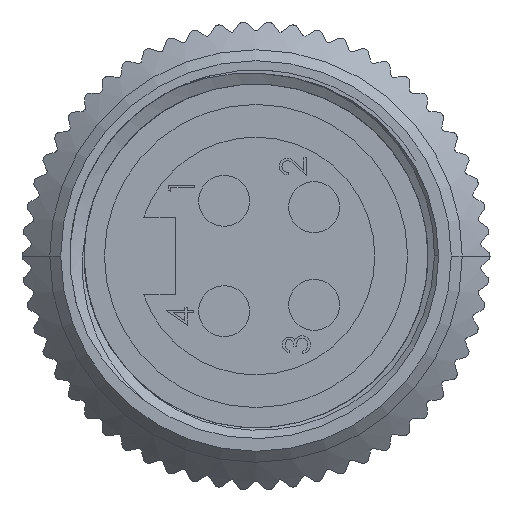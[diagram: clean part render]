
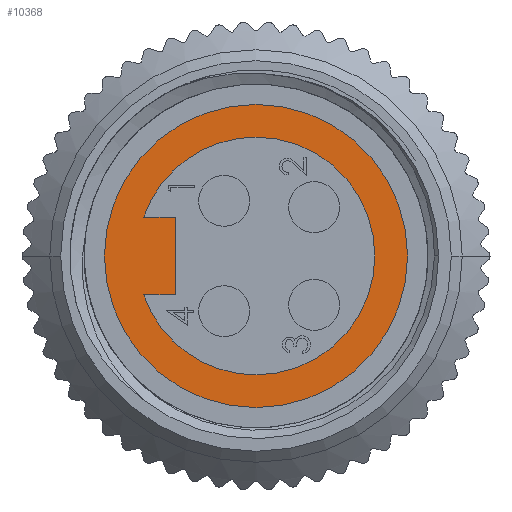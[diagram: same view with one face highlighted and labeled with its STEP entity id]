
A CAD part, left-side view. The second image highlights one B-rep face of the part: STEP entity #10368.
In plain terms, the highlighted planar face has unit normal (-1, 0, 0).
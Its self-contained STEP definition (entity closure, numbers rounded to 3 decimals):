
#961 = CARTESIAN_POINT ( 'NONE',  ( 6.35, 4.826, 2.324 ) ) ;
#1113 = EDGE_CURVE ( 'NONE', #42335, #9474, #14814, .T. ) ;
#2267 = CARTESIAN_POINT ( 'NONE',  ( 6.35, 4.826, 2.324 ) ) ;
#2406 = ORIENTED_EDGE ( 'NONE', *, *, #22602, .T. ) ;
#3659 = CARTESIAN_POINT ( 'NONE',  ( 6.35, 0., 0. ) ) ;
#4703 = EDGE_CURVE ( 'NONE', #12810, #11681, #45282, .T. ) ;
#5908 = EDGE_CURVE ( 'NONE', #9474, #9986, #8200, .T. ) ;
#5959 = CARTESIAN_POINT ( 'NONE',  ( 6.35, 4.826, -2.324 ) ) ;
#6217 = CARTESIAN_POINT ( 'NONE',  ( 6.35, 0., 0. ) ) ;
#7218 = ORIENTED_EDGE ( 'NONE', *, *, #29383, .T. ) ;
#7240 = DIRECTION ( 'NONE',  ( 0., 0., 1. ) ) ;
#8200 = CIRCLE ( 'NONE', #16201, 7.112 ) ;
#8724 = AXIS2_PLACEMENT_3D ( 'NONE', #3659, #28533, #7240 ) ;
#8727 = LINE ( 'NONE', #34104, #26532 ) ;
#9474 = VERTEX_POINT ( 'NONE', #26518 ) ;
#9727 = EDGE_LOOP ( 'NONE', ( #23064, #2406, #40718, #7218, #16675, #42077 ) ) ;
#9776 = DIRECTION ( 'NONE',  ( 0., 0., 1. ) ) ;
#9986 = VERTEX_POINT ( 'NONE', #33486 ) ;
#10368 = ADVANCED_FACE ( 'NONE', ( #45028, #16653 ), #43863, .F. ) ;
#11243 = EDGE_CURVE ( 'NONE', #11681, #12810, #30990, .T. ) ;
#11622 = EDGE_CURVE ( 'NONE', #12004, #20208, #35668, .T. ) ;
#11629 = CARTESIAN_POINT ( 'NONE',  ( 6.35, 0., 0. ) ) ;
#11681 = VERTEX_POINT ( 'NONE', #35455 ) ;
#12004 = VERTEX_POINT ( 'NONE', #41191 ) ;
#12234 = AXIS2_PLACEMENT_3D ( 'NONE', #40452, #19142, #44021 ) ;
#12810 = VERTEX_POINT ( 'NONE', #17272 ) ;
#13094 = DIRECTION ( 'NONE',  ( 0., 0., 1. ) ) ;
#14336 = EDGE_LOOP ( 'NONE', ( #20351, #20825 ) ) ;
#14431 = EDGE_CURVE ( 'NONE', #9986, #36273, #41363, .T. ) ;
#14814 = CIRCLE ( 'NONE', #30615, 7.112 ) ;
#15223 = DIRECTION ( 'NONE',  ( 0., 0., 1. ) ) ;
#15414 = CARTESIAN_POINT ( 'NONE',  ( 6.35, 0., 0. ) ) ;
#16201 = AXIS2_PLACEMENT_3D ( 'NONE', #6217, #31122, #9776 ) ;
#16354 = DIRECTION ( 'NONE',  ( 0., -1., 0. ) ) ;
#16653 = FACE_OUTER_BOUND ( 'NONE', #14336, .T. ) ;
#16675 = ORIENTED_EDGE ( 'NONE', *, *, #14431, .F. ) ;
#16736 = AXIS2_PLACEMENT_3D ( 'NONE', #11629, #36555, #15223 ) ;
#17272 = CARTESIAN_POINT ( 'NONE',  ( 6.35, 0., 9.068 ) ) ;
#17350 = CARTESIAN_POINT ( 'NONE',  ( 6.35, 6.722, -2.324 ) ) ;
#19016 = DIRECTION ( 'NONE',  ( 0., 0., 1. ) ) ;
#19142 = DIRECTION ( 'NONE',  ( 1., 0., 0. ) ) ;
#20208 = VERTEX_POINT ( 'NONE', #961 ) ;
#20351 = ORIENTED_EDGE ( 'NONE', *, *, #4703, .T. ) ;
#20825 = ORIENTED_EDGE ( 'NONE', *, *, #11243, .T. ) ;
#22054 = CARTESIAN_POINT ( 'NONE',  ( 6.35, 6.722, 2.324 ) ) ;
#22602 = EDGE_CURVE ( 'NONE', #42335, #12004, #8727, .T. ) ;
#23064 = ORIENTED_EDGE ( 'NONE', *, *, #1113, .F. ) ;
#25483 = DIRECTION ( 'NONE',  ( 0., 0., 1. ) ) ;
#25640 = DIRECTION ( 'NONE',  ( -1., 0., 0. ) ) ;
#26196 = VECTOR ( 'NONE', #13094, 1000. ) ;
#26518 = CARTESIAN_POINT ( 'NONE',  ( 6.35, 0., -7.112 ) ) ;
#26532 = VECTOR ( 'NONE', #16354, 1000. ) ;
#28533 = DIRECTION ( 'NONE',  ( -1., 0., 0. ) ) ;
#29035 = CARTESIAN_POINT ( 'NONE',  ( 6.35, 0., 0. ) ) ;
#29383 = EDGE_CURVE ( 'NONE', #20208, #36273, #38135, .T. ) ;
#29780 = DIRECTION ( 'NONE',  ( 0., 1., 0. ) ) ;
#30615 = AXIS2_PLACEMENT_3D ( 'NONE', #29035, #25640, #25483 ) ;
#30990 = CIRCLE ( 'NONE', #8724, 9.068 ) ;
#31122 = DIRECTION ( 'NONE',  ( -1., 0., 0. ) ) ;
#33486 = CARTESIAN_POINT ( 'NONE',  ( 6.35, 0., 7.112 ) ) ;
#34104 = CARTESIAN_POINT ( 'NONE',  ( 6.35, 6.722, -2.324 ) ) ;
#35455 = CARTESIAN_POINT ( 'NONE',  ( 6.35, 0., -9.068 ) ) ;
#35668 = LINE ( 'NONE', #5959, #26196 ) ;
#36273 = VERTEX_POINT ( 'NONE', #22054 ) ;
#36555 = DIRECTION ( 'NONE',  ( -1., 0., 0. ) ) ;
#37011 = VECTOR ( 'NONE', #29780, 1000. ) ;
#38135 = LINE ( 'NONE', #2267, #37011 ) ;
#40318 = DIRECTION ( 'NONE',  ( -1., 0., 0. ) ) ;
#40452 = CARTESIAN_POINT ( 'NONE',  ( 6.35, 7.112, 0. ) ) ;
#40718 = ORIENTED_EDGE ( 'NONE', *, *, #11622, .T. ) ;
#41191 = CARTESIAN_POINT ( 'NONE',  ( 6.35, 4.826, -2.324 ) ) ;
#41363 = CIRCLE ( 'NONE', #41772, 7.112 ) ;
#41772 = AXIS2_PLACEMENT_3D ( 'NONE', #15414, #40318, #19016 ) ;
#42077 = ORIENTED_EDGE ( 'NONE', *, *, #5908, .F. ) ;
#42335 = VERTEX_POINT ( 'NONE', #17350 ) ;
#43863 = PLANE ( 'NONE',  #12234 ) ;
#44021 = DIRECTION ( 'NONE',  ( 0., 0., -1. ) ) ;
#45028 = FACE_BOUND ( 'NONE', #9727, .T. ) ;
#45282 = CIRCLE ( 'NONE', #16736, 9.068 ) ;
